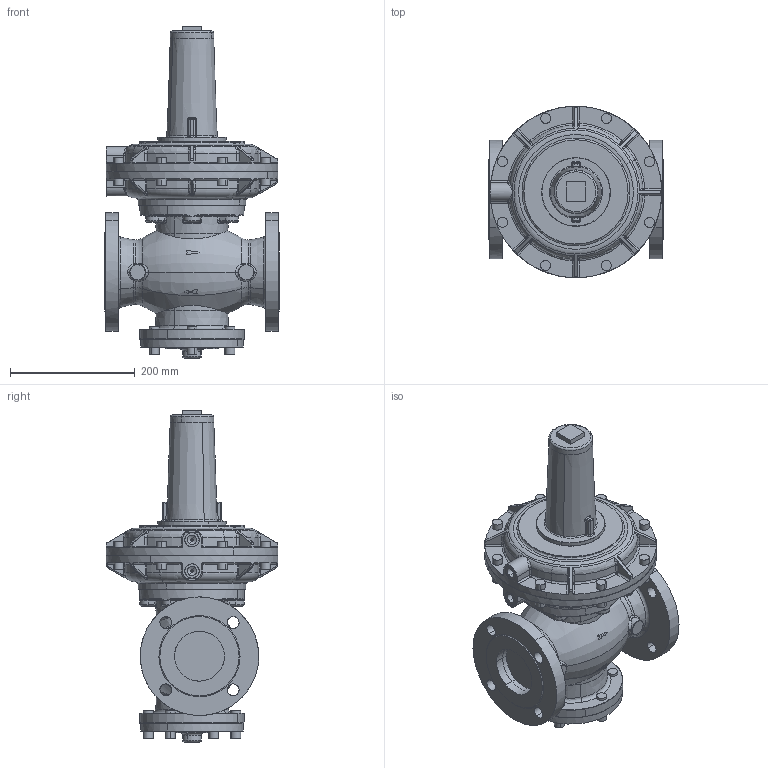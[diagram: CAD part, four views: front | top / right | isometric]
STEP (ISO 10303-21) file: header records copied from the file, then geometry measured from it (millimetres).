
FILE_DESCRIPTION(('CATIA V5 STEP Exchange'),'2;1');
FILE_NAME('R100-R100-U DN080 275 ANSI.stp','2023-05-08T07:01:37+00:00',('none'),('none'),'CATIA Version 5-6 Release 2018 SP2','CATIA V5 STEP AP203','none');
FILE_SCHEMA(('CONFIG_CONTROL_DESIGN'));
Products named in the file (1): Product5
Assembly tree (2 placements, depth 2):
  Product5
    #57
    #48852
Bounding box: 280 x 275 x 532 mm (x, y, z)
Volume: 10616691.8 mm3; surface area: 591605.2 mm2
Topology: 3 solids, 14 shells, 1087 faces, 2644 edges, 1537 vertices
Faces by surface type: cylinder 347, bspline 219, torus 193, plane 184, cone 67, sphere 67, revolution 10
Entity records: 50518 total; most frequent: CARTESIAN_POINT 30281, ORIENTED_EDGE 5108, EDGE_CURVE 2554, DIRECTION 2378, VERTEX_POINT 1537, AXIS2_PLACEMENT_3D 1386, EDGE_LOOP 1151, ADVANCED_FACE 1087
